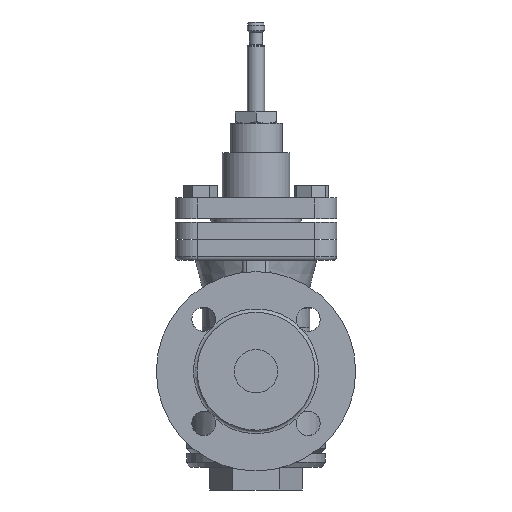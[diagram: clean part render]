
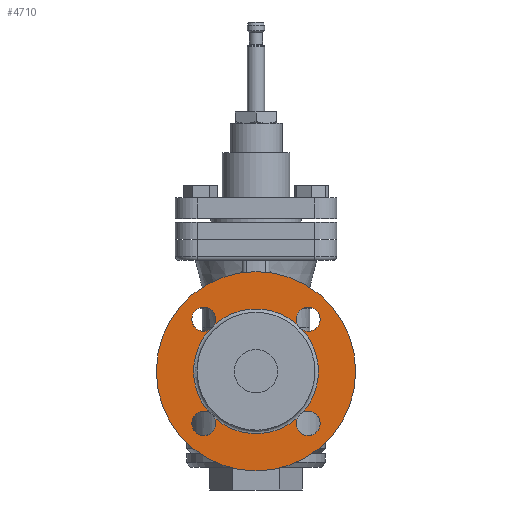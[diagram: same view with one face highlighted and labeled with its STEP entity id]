
A CAD part, left-side view. The second image highlights one B-rep face of the part: STEP entity #4710.
In plain terms, the highlighted planar face has unit normal (-1, 0, 0).
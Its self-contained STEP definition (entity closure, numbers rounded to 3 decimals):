
#956=PLANE('',#5114);
#1040=FACE_BOUND('',#1601,.T.);
#1256=FACE_OUTER_BOUND('',#1600,.T.);
#1600=EDGE_LOOP('',(#4030));
#1601=EDGE_LOOP('',(#4031,#4032,#4033,#4034,#4035,#4036,#4037,#4038));
#1833=CIRCLE('',#5095,36.);
#1834=CIRCLE('',#5096,36.);
#1835=CIRCLE('',#5097,36.);
#1836=CIRCLE('',#5098,36.);
#1839=CIRCLE('',#5104,7.);
#1840=CIRCLE('',#5106,7.);
#1841=CIRCLE('',#5108,7.);
#1842=CIRCLE('',#5110,7.);
#1845=CIRCLE('',#5115,57.5);
#2269=VERTEX_POINT('',#8764);
#2270=VERTEX_POINT('',#8765);
#2271=VERTEX_POINT('',#8786);
#2272=VERTEX_POINT('',#8788);
#2273=VERTEX_POINT('',#8809);
#2274=VERTEX_POINT('',#8811);
#2275=VERTEX_POINT('',#8832);
#2276=VERTEX_POINT('',#8834);
#2283=VERTEX_POINT('',#8887);
#2882=EDGE_CURVE('',#2269,#2271,#1833,.T.);
#2884=EDGE_CURVE('',#2272,#2273,#1834,.T.);
#2886=EDGE_CURVE('',#2274,#2275,#1835,.T.);
#2888=EDGE_CURVE('',#2276,#2270,#1836,.T.);
#2891=EDGE_CURVE('',#2272,#2271,#1839,.T.);
#2892=EDGE_CURVE('',#2274,#2273,#1840,.T.);
#2893=EDGE_CURVE('',#2276,#2275,#1841,.T.);
#2894=EDGE_CURVE('',#2269,#2270,#1842,.T.);
#2899=EDGE_CURVE('',#2283,#2283,#1845,.T.);
#4030=ORIENTED_EDGE('',*,*,#2899,.F.);
#4031=ORIENTED_EDGE('',*,*,#2888,.F.);
#4032=ORIENTED_EDGE('',*,*,#2893,.T.);
#4033=ORIENTED_EDGE('',*,*,#2886,.F.);
#4034=ORIENTED_EDGE('',*,*,#2892,.T.);
#4035=ORIENTED_EDGE('',*,*,#2884,.F.);
#4036=ORIENTED_EDGE('',*,*,#2891,.T.);
#4037=ORIENTED_EDGE('',*,*,#2882,.F.);
#4038=ORIENTED_EDGE('',*,*,#2894,.T.);
#4710=ADVANCED_FACE('',(#1256,#1040),#956,.F.);
#5095=AXIS2_PLACEMENT_3D('',#8787,#6075,#6076);
#5096=AXIS2_PLACEMENT_3D('',#8810,#6077,#6078);
#5097=AXIS2_PLACEMENT_3D('',#8833,#6079,#6080);
#5098=AXIS2_PLACEMENT_3D('',#8855,#6081,#6082);
#5104=AXIS2_PLACEMENT_3D('',#8863,#6093,#6094);
#5106=AXIS2_PLACEMENT_3D('',#8865,#6097,#6098);
#5108=AXIS2_PLACEMENT_3D('',#8867,#6101,#6102);
#5110=AXIS2_PLACEMENT_3D('',#8869,#6105,#6106);
#5114=AXIS2_PLACEMENT_3D('',#8886,#6113,#6114);
#5115=AXIS2_PLACEMENT_3D('',#8888,#6115,#6116);
#6075=DIRECTION('center_axis',(-1.,0.,0.));
#6076=DIRECTION('ref_axis',(0.,0.,-1.));
#6077=DIRECTION('center_axis',(-1.,0.,0.));
#6078=DIRECTION('ref_axis',(0.,0.,-1.));
#6079=DIRECTION('center_axis',(-1.,0.,0.));
#6080=DIRECTION('ref_axis',(0.,0.,-1.));
#6081=DIRECTION('center_axis',(-1.,0.,0.));
#6082=DIRECTION('ref_axis',(0.,0.,-1.));
#6093=DIRECTION('center_axis',(1.,0.,0.));
#6094=DIRECTION('ref_axis',(0.,1.,0.));
#6097=DIRECTION('center_axis',(1.,0.,0.));
#6098=DIRECTION('ref_axis',(0.,0.,
-1.));
#6101=DIRECTION('center_axis',(1.,0.,0.));
#6102=DIRECTION('ref_axis',(0.,-1.,0.));
#6105=DIRECTION('center_axis',(1.,0.,0.));
#6106=DIRECTION('ref_axis',(0.,0.,1.));
#6113=DIRECTION('center_axis',(1.,0.,0.));
#6114=DIRECTION('ref_axis',(0.,0.,-1.));
#6115=DIRECTION('center_axis',(1.,0.,0.));
#6116=DIRECTION('ref_axis',(0.,0.,-1.));
#8764=CARTESIAN_POINT('',(-78.,-23.71,27.09));
#8765=CARTESIAN_POINT('',(-78.,-27.09,23.71));
#8786=CARTESIAN_POINT('',(-78.,23.71,27.09));
#8787=CARTESIAN_POINT('Origin',(-78.,0.,0.));
#8788=CARTESIAN_POINT('',(-78.,27.09,23.71));
#8809=CARTESIAN_POINT('',(-78.,27.09,-23.71));
#8810=CARTESIAN_POINT('Origin',(-78.,0.,0.));
#8811=CARTESIAN_POINT('',(-78.,23.71,-27.09));
#8832=CARTESIAN_POINT('',(-78.,-23.71,-27.09));
#8833=CARTESIAN_POINT('Origin',(-78.,0.,0.));
#8834=CARTESIAN_POINT('',(-78.,-27.09,-23.71));
#8855=CARTESIAN_POINT('Origin',(-78.,0.,0.));
#8863=CARTESIAN_POINT('Origin',(-78.,30.052,30.052));
#8865=CARTESIAN_POINT('Origin',(-78.,30.052,-30.052));
#8867=CARTESIAN_POINT('Origin',(-78.,-30.052,-30.052));
#8869=CARTESIAN_POINT('Origin',(-78.,-30.052,30.052));
#8886=CARTESIAN_POINT('Origin',(-78.,0.,34.));
#8887=CARTESIAN_POINT('',(-78.,0.,57.5));
#8888=CARTESIAN_POINT('Origin',(-78.,0.,0.));
